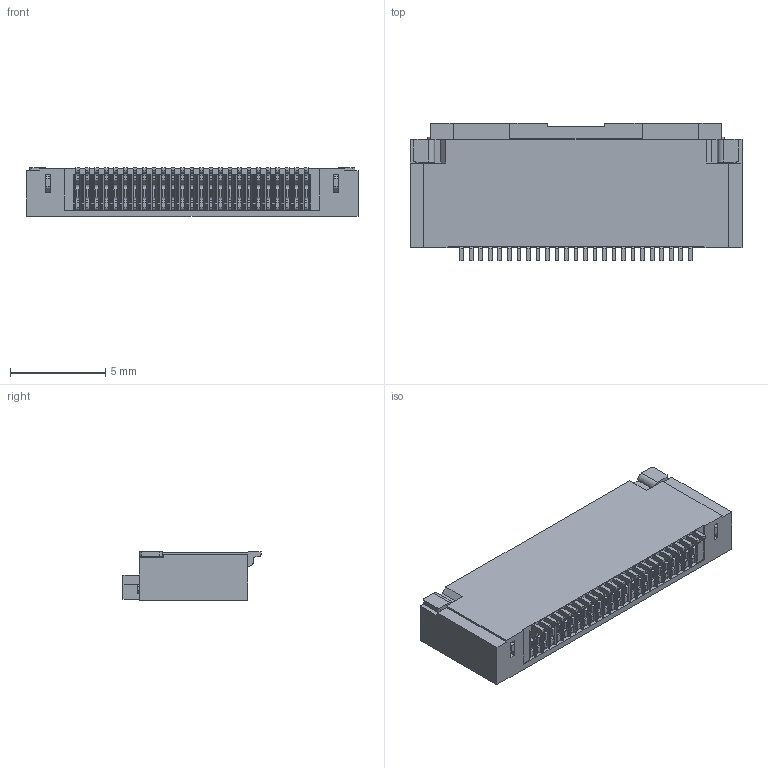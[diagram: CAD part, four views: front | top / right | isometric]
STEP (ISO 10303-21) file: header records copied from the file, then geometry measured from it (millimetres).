
FILE_DESCRIPTION((''),'2;1');
FILE_NAME('FPC05-255H-COVER-25P_ASM','2022-12-19T16:21:55',('Administrator'),(''),'CREO PARAMETRIC BY PTC INC, 2020033','CREO PARAMETRIC BY PTC INC, 2020033','');
FILE_SCHEMA(('CONFIG_CONTROL_DESIGN'));
Products named in the file (1): FPC05-255H-COVER-25P_ASM
Bounding box: 17.45 x 7.25 x 2.55 mm (x, y, z)
Volume: 181.2 mm3; surface area: 1103.3 mm2
Topology: 1 solids, 1 shells, 2315 faces, 7095 edges, 4600 vertices
Faces by surface type: plane 1276, cylinder 937, sphere 50, torus 50, bspline 2
Entity records: 80251 total; most frequent: CARTESIAN_POINT 15398, ORIENTED_EDGE 14190, DIRECTION 13353, EDGE_CURVE 7095, VECTOR 4935, LINE 4935, VERTEX_POINT 4600, AXIS2_PLACEMENT_3D 4209
